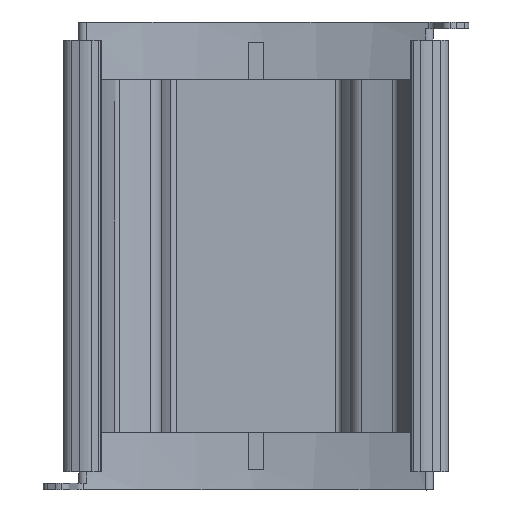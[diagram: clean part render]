
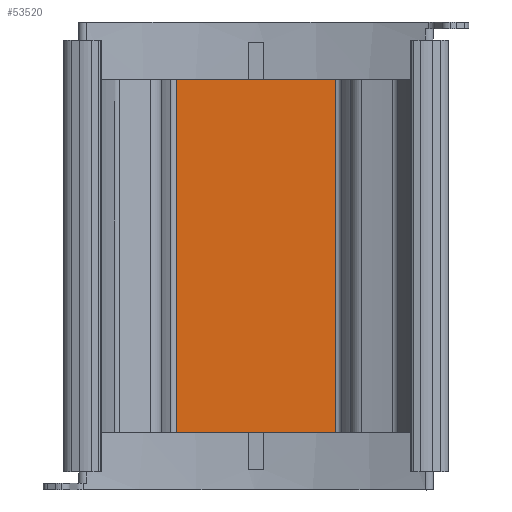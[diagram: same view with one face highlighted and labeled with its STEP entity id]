
A CAD part, front view. The second image highlights one B-rep face of the part: STEP entity #53520.
In plain terms, the highlighted face is planar.
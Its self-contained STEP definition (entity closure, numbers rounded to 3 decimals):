
#4500=CARTESIAN_POINT('',(8.875,63.814,
-35.7));
#4510=VERTEX_POINT('',#4500);
#4540=CARTESIAN_POINT('',(8.875,33.177,
-35.7));
#4550=DIRECTION('',(0.,-1.,0.));
#4560=VECTOR('',#4550,1.);
#4570=LINE('',#4540,#4560);
#4580=CARTESIAN_POINT('',(8.875,36.186,
-35.7));
#4590=VERTEX_POINT('',#4580);
#4600=EDGE_CURVE('',#4510,#4590,#4570,.T.);
#33690=CARTESIAN_POINT('',(70.375,36.186,
-35.7));
#33700=VERTEX_POINT('',#33690);
#33730=CARTESIAN_POINT('',(70.375,33.177,
-35.7));
#33740=DIRECTION('',(0.,-1.,0.));
#33750=VECTOR('',#33740,1.);
#33760=LINE('',#33730,#33750);
#33770=CARTESIAN_POINT('',(70.375,63.814,
-35.7));
#33780=VERTEX_POINT('',#33770);
#33790=EDGE_CURVE('',#33780,#33700,#33760,.T.);
#53170=CARTESIAN_POINT('',(44.875,63.814,
-35.7));
#53180=DIRECTION('',(1.,0.,0.));
#53190=VECTOR('',#53180,1.);
#53200=LINE('',#53170,#53190);
#53210=EDGE_CURVE('',#4510,#33780,#53200,.T.);
#53360=CARTESIAN_POINT('',(-96.025,50.,
-35.7));
#53370=DIRECTION('',(0.,0.,-1.));
#53380=DIRECTION('',(0.,1.,0.));
#53390=AXIS2_PLACEMENT_3D('',#53360,#53370,#53380);
#53400=PLANE('',#53390);
#53410=ORIENTED_EDGE('',*,*,#53210,.F.);
#53420=ORIENTED_EDGE('',*,*,#33790,.F.);
#53430=CARTESIAN_POINT('',(-96.025,36.186,
-35.7));
#53440=DIRECTION('',(-1.,0.,0.));
#53450=VECTOR('',#53440,1.);
#53460=LINE('',#53430,#53450);
#53470=EDGE_CURVE('',#33700,#4590,#53460,.T.);
#53480=ORIENTED_EDGE('',*,*,#53470,.F.);
#53490=ORIENTED_EDGE('',*,*,#4600,.T.);
#53500=EDGE_LOOP('',(#53490,#53480,#53420,#53410));
#53510=FACE_OUTER_BOUND('',#53500,.T.);
#53520=ADVANCED_FACE('',(#53510),#53400,.F.);
